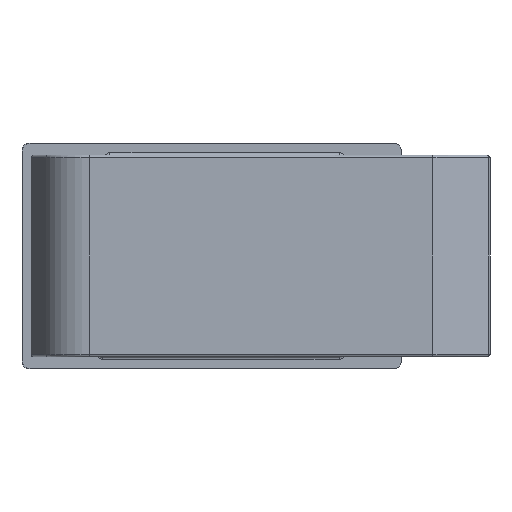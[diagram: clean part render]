
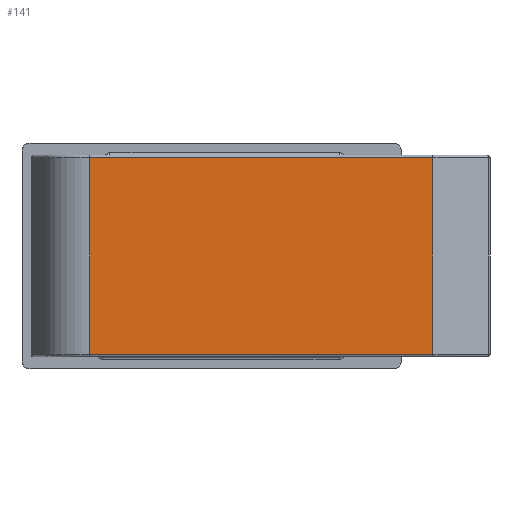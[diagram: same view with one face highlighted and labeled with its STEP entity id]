
A CAD part, front view. The second image highlights one B-rep face of the part: STEP entity #141.
In plain terms, the highlighted planar face has unit normal (0, -1, 0).
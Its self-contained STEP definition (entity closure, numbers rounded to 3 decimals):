
#141=ADVANCED_FACE('',(#406),#407,.F.);
#406=FACE_OUTER_BOUND('',#1947,.T.);
#407=PLANE('',#1948);
#1947=EDGE_LOOP('',(#2756,#2757,#2758,#2759));
#1948=AXIS2_PLACEMENT_3D('',#2760,#2761,#2762);
#2756=ORIENTED_EDGE('',*,*,#3979,.F.);
#2757=ORIENTED_EDGE('',*,*,#3981,.T.);
#2758=ORIENTED_EDGE('',*,*,#3982,.T.);
#2759=ORIENTED_EDGE('',*,*,#3983,.T.);
#2760=CARTESIAN_POINT('',(-21.439,-7.25,12.5));
#2761=DIRECTION('',(0.0,1.0,0.0));
#2762=DIRECTION('',(-1.0,0.0,0.0));
#3979=EDGE_CURVE('',#4629,#4631,#4632,.T.);
#3981=EDGE_CURVE('',#4629,#4634,#4635,.F.);
#3982=EDGE_CURVE('',#4634,#4636,#4637,.T.);
#3983=EDGE_CURVE('',#4636,#4631,#4638,.T.);
#4629=VERTEX_POINT('',#5761);
#4631=VERTEX_POINT('',#5764);
#4632=LINE('',#5765,#5766);
#4634=VERTEX_POINT('',#5769);
#4635=LINE('',#5770,#5771);
#4636=VERTEX_POINT('',#5772);
#4637=LINE('',#5773,#5774);
#4638=LINE('',#5775,#5776);
#5761=CARTESIAN_POINT('',(24.89,-7.25,12.2));
#5764=CARTESIAN_POINT('',(24.89,-7.25,-12.2));
#5765=CARTESIAN_POINT('',(24.89,-7.25,12.5));
#5766=VECTOR('',#6635,1.0);
#5769=CARTESIAN_POINT('',(-17.617,-7.25,12.2));
#5770=CARTESIAN_POINT('',(-17.617,-7.25,12.2));
#5771=VECTOR('',#6637,1.0);
#5772=CARTESIAN_POINT('',(-17.617,-7.25,-12.2));
#5773=CARTESIAN_POINT('',(-17.617,-7.25,12.5));
#5774=VECTOR('',#6638,1.0);
#5775=CARTESIAN_POINT('',(24.89,-7.25,-12.2));
#5776=VECTOR('',#6639,1.0);
#6635=DIRECTION('',(0.0,0.0,-1.0));
#6637=DIRECTION('',(1.0,0.0,0.0));
#6638=DIRECTION('',(0.0,0.0,-1.0));
#6639=DIRECTION('',(1.0,0.0,0.0));
